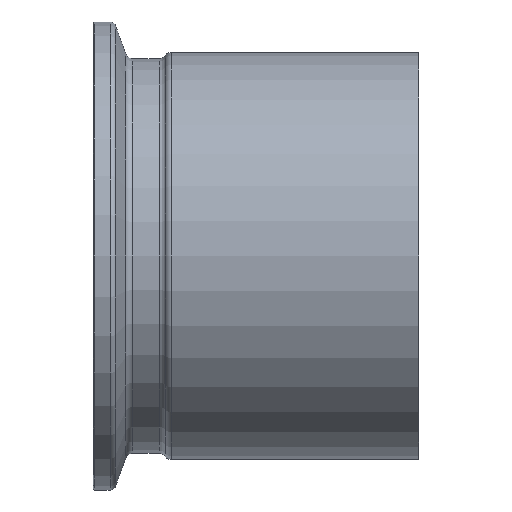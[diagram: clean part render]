
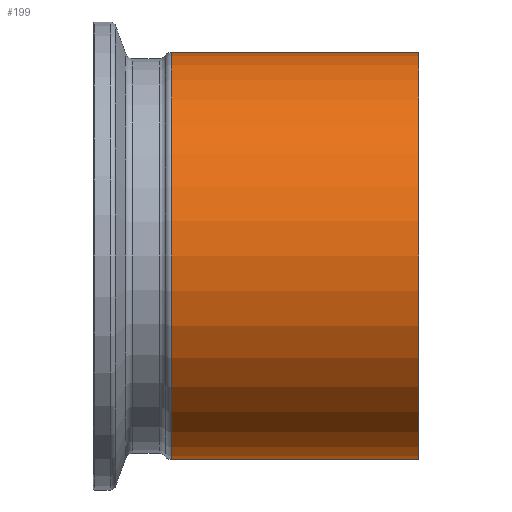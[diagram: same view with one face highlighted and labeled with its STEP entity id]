
A CAD part, front view. The second image highlights one B-rep face of the part: STEP entity #199.
In plain terms, the highlighted cylindrical face has radius 27.84 mm (diameter 55.68 mm), a partial arc.
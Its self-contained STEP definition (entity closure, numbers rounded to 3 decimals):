
#76 = CARTESIAN_POINT ( 'NONE',  ( 10.657, 0., 0. ) ) ;
#82 = ORIENTED_EDGE ( 'NONE', *, *, #595, .F. ) ;
#99 = CARTESIAN_POINT ( 'NONE',  ( 10.657, 0., -27.84 ) ) ;
#118 = VERTEX_POINT ( 'NONE', #276 ) ;
#119 = DIRECTION ( 'NONE',  ( 0., 0., 1. ) ) ;
#128 = EDGE_CURVE ( 'NONE', #118, #470, #807, .T. ) ;
#147 = VECTOR ( 'NONE', #843, 1000. ) ;
#159 = EDGE_LOOP ( 'NONE', ( #82, #577, #271, #489 ) ) ;
#180 = CARTESIAN_POINT ( 'NONE',  ( 10.657, 0., 27.84 ) ) ;
#199 = ADVANCED_FACE ( 'NONE', ( #882 ), #475, .T. ) ;
#254 = VECTOR ( 'NONE', #578, 1000. ) ;
#271 = ORIENTED_EDGE ( 'NONE', *, *, #677, .T. ) ;
#276 = CARTESIAN_POINT ( 'NONE',  ( 44.5, 0., -27.84 ) ) ;
#285 = AXIS2_PLACEMENT_3D ( 'NONE', #535, #464, #398 ) ;
#319 = LINE ( 'NONE', #589, #254 ) ;
#326 = CARTESIAN_POINT ( 'NONE',  ( 44.5, 0., 0. ) ) ;
#398 = DIRECTION ( 'NONE',  ( 0., 0., 1. ) ) ;
#425 = CARTESIAN_POINT ( 'NONE',  ( 44.5, 0., 27.84 ) ) ;
#433 = LINE ( 'NONE', #490, #147 ) ;
#464 = DIRECTION ( 'NONE',  ( -1., 0., 0. ) ) ;
#470 = VERTEX_POINT ( 'NONE', #425 ) ;
#475 = CYLINDRICAL_SURFACE ( 'NONE', #285, 27.84 ) ;
#477 = EDGE_CURVE ( 'NONE', #604, #859, #683, .T. ) ;
#484 = DIRECTION ( 'NONE',  ( 0., 0., 1. ) ) ;
#489 = ORIENTED_EDGE ( 'NONE', *, *, #477, .F. ) ;
#490 = CARTESIAN_POINT ( 'NONE',  ( 0., 0., 27.84 ) ) ;
#535 = CARTESIAN_POINT ( 'NONE',  ( 0., 0., 0. ) ) ;
#577 = ORIENTED_EDGE ( 'NONE', *, *, #128, .T. ) ;
#578 = DIRECTION ( 'NONE',  ( -1., 0., 0. ) ) ;
#589 = CARTESIAN_POINT ( 'NONE',  ( 0., 0., -27.84 ) ) ;
#595 = EDGE_CURVE ( 'NONE', #118, #604, #319, .T. ) ;
#601 = DIRECTION ( 'NONE',  ( -1., 0., 0. ) ) ;
#604 = VERTEX_POINT ( 'NONE', #99 ) ;
#677 = EDGE_CURVE ( 'NONE', #470, #859, #433, .T. ) ;
#683 = CIRCLE ( 'NONE', #871, 27.84 ) ;
#807 = CIRCLE ( 'NONE', #842, 27.84 ) ;
#831 = DIRECTION ( 'NONE',  ( -1., 0., 0. ) ) ;
#842 = AXIS2_PLACEMENT_3D ( 'NONE', #326, #601, #119 ) ;
#843 = DIRECTION ( 'NONE',  ( -1., 0., 0. ) ) ;
#859 = VERTEX_POINT ( 'NONE', #180 ) ;
#871 = AXIS2_PLACEMENT_3D ( 'NONE', #76, #831, #484 ) ;
#882 = FACE_OUTER_BOUND ( 'NONE', #159, .T. ) ;
